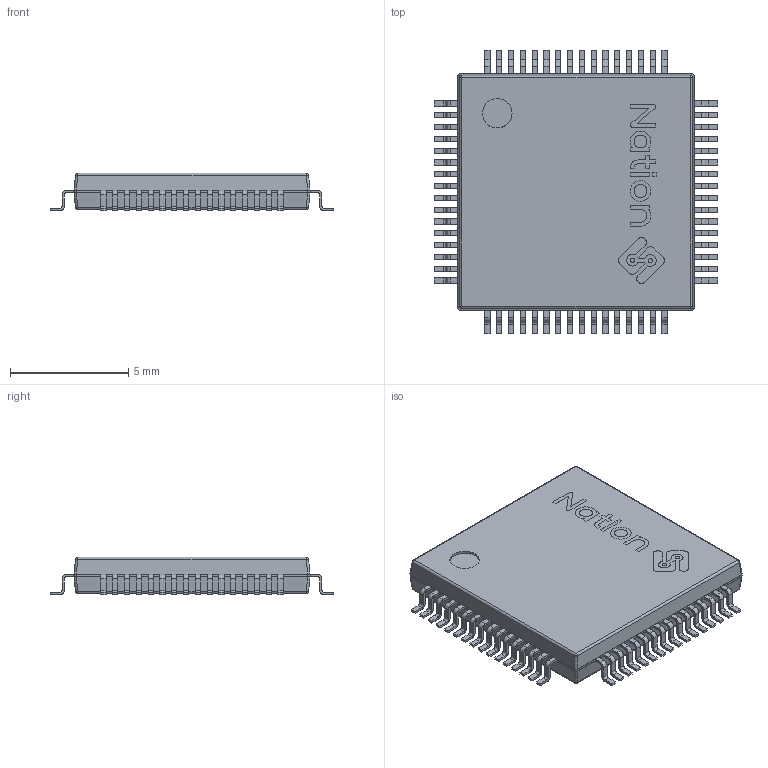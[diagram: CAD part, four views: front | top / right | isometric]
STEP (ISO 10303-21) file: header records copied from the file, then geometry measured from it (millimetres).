
FILE_DESCRIPTION (( 'STEP AP214' ), '1' );
FILE_NAME ('LQFP64-10x10.STEP', '2021-04-17T14:51:47', ( '' ), ( '' ), 'SwSTEP 2.0', 'SolidWorks 2015', '' );
FILE_SCHEMA (( 'AUTOMOTIVE_DESIGN' ));
Length unit declared in the file: millimetre
Products named in the file (8): Body_1_1; LQFP64-10x10; Leader_1_1_2; 2; Open_CASCADE_STEP_translator_6.8_20.1; Open_CASCADE_STEP_translator_6.8_20.2.1; 880030688; Leader_1_1
Assembly tree (69 placements, depth 4):
  LQFP64-10x10
    880030688
      Open_CASCADE_STEP_translator_6.8_20.1
      Body_1_1
        Open_CASCADE_STEP_translator_6.8_20.2.1
      Leader_1_1  x32
      Leader_1_1_2  x32
    2
Bounding box: 12 x 12 x 1.6 mm (x, y, z)
Volume: 154.9 mm3; surface area: 332.1 mm2
Topology: 76 solids, 77 shells, 1097 faces, 2775 edges, 1832 vertices
Faces by surface type: plane 736, cylinder 286, bspline 75
Entity records: 9642 total; most frequent: CARTESIAN_POINT 3070, ORIENTED_EDGE 1084, DIRECTION 893, EDGE_CURVE 543, LINE 347, VECTOR 347, VERTEX_POINT 344, AXIS2_PLACEMENT_3D 273
